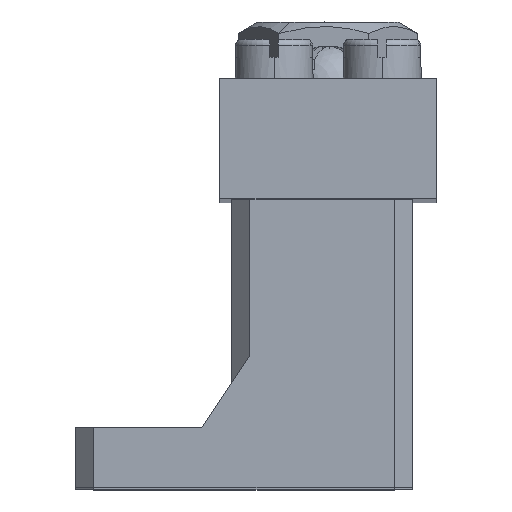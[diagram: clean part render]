
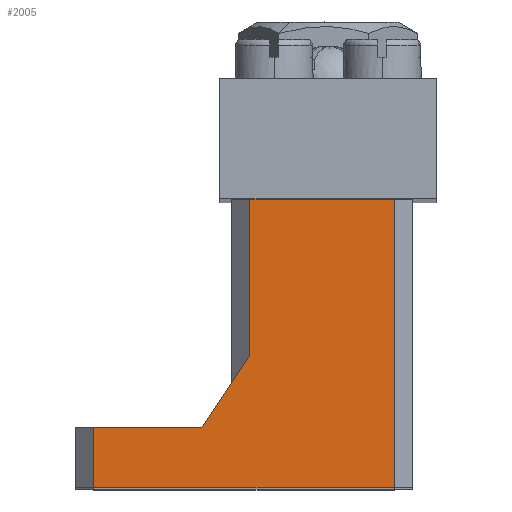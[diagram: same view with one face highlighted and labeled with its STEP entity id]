
A CAD part, top view. The second image highlights one B-rep face of the part: STEP entity #2005.
In plain terms, the highlighted face is planar.
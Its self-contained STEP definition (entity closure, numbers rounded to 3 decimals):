
#284 = VERTEX_POINT ( 'NONE', #1681 ) ;
#539 = ORIENTED_EDGE ( 'NONE', *, *, #10479, .T. ) ;
#1078 = LINE ( 'NONE', #1855, #8049 ) ;
#1529 = DIRECTION ( 'NONE',  ( 1., 0., 0. ) ) ;
#1681 = CARTESIAN_POINT ( 'NONE',  ( -6.5, -24., -1.5 ) ) ;
#1693 = DIRECTION ( 'NONE',  ( 0., 0., -1. ) ) ;
#1855 = CARTESIAN_POINT ( 'NONE',  ( -6.5, 0., -1.5 ) ) ;
#2005 = ADVANCED_FACE ( 'NONE', ( #5600 ), #3973, .F. ) ;
#2102 = CARTESIAN_POINT ( 'NONE',  ( -6.5, 0., -13.5 ) ) ;
#2389 = DIRECTION ( 'NONE',  ( 0., 0., -1. ) ) ;
#2507 = AXIS2_PLACEMENT_3D ( 'NONE', #7442, #1529, #1693 ) ;
#2522 = LINE ( 'NONE', #8199, #5829 ) ;
#2704 = DIRECTION ( 'NONE',  ( 0., 0., 1. ) ) ;
#2757 = CARTESIAN_POINT ( 'NONE',  ( -6.5, -19., -17.5 ) ) ;
#2966 = CARTESIAN_POINT ( 'NONE',  ( -6.5, 0., -13.5 ) ) ;
#3190 = EDGE_CURVE ( 'NONE', #284, #9262, #1078, .T. ) ;
#3792 = EDGE_CURVE ( 'NONE', #8163, #9262, #6805, .T. ) ;
#3973 = PLANE ( 'NONE',  #2507 ) ;
#4326 = ORIENTED_EDGE ( 'NONE', *, *, #9475, .F. ) ;
#4373 = ORIENTED_EDGE ( 'NONE', *, *, #4572, .F. ) ;
#4410 = EDGE_CURVE ( 'NONE', #8163, #8597, #9533, .T. ) ;
#4572 = EDGE_CURVE ( 'NONE', #10441, #5030, #2522, .T. ) ;
#4850 = DIRECTION ( 'NONE',  ( 0., 0., 1. ) ) ;
#5030 = VERTEX_POINT ( 'NONE', #2757 ) ;
#5101 = CARTESIAN_POINT ( 'NONE',  ( -6.5, 0., -26.5 ) ) ;
#5415 = DIRECTION ( 'NONE',  ( 0., -1., 0. ) ) ;
#5427 = ORIENTED_EDGE ( 'NONE', *, *, #7396, .F. ) ;
#5456 = DIRECTION ( 'NONE',  ( 0., 0.832, 0.555 ) ) ;
#5600 = FACE_OUTER_BOUND ( 'NONE', #10484, .T. ) ;
#5829 = VECTOR ( 'NONE', #4850, 1000. ) ;
#5994 = VECTOR ( 'NONE', #5415, 1000. ) ;
#6282 = VECTOR ( 'NONE', #9375, 1000. ) ;
#6512 = CARTESIAN_POINT ( 'NONE',  ( -6.5, 0., -1.5 ) ) ;
#6560 = LINE ( 'NONE', #9826, #9283 ) ;
#6581 = ORIENTED_EDGE ( 'NONE', *, *, #3190, .T. ) ;
#6805 = LINE ( 'NONE', #10135, #10323 ) ;
#7189 = LINE ( 'NONE', #9685, #9052 ) ;
#7396 = EDGE_CURVE ( 'NONE', #284, #7946, #6560, .T. ) ;
#7442 = CARTESIAN_POINT ( 'NONE',  ( -6.5, 0., 0. ) ) ;
#7595 = CARTESIAN_POINT ( 'NONE',  ( -6.5, -19., -26.5 ) ) ;
#7746 = LINE ( 'NONE', #5101, #6282 ) ;
#7946 = VERTEX_POINT ( 'NONE', #8297 ) ;
#8049 = VECTOR ( 'NONE', #9334, 1000. ) ;
#8163 = VERTEX_POINT ( 'NONE', #2966 ) ;
#8199 = CARTESIAN_POINT ( 'NONE',  ( -6.5, -19., -28. ) ) ;
#8297 = CARTESIAN_POINT ( 'NONE',  ( -6.5, -24., -26.5 ) ) ;
#8597 = VERTEX_POINT ( 'NONE', #10121 ) ;
#9052 = VECTOR ( 'NONE', #5456, 1000. ) ;
#9262 = VERTEX_POINT ( 'NONE', #6512 ) ;
#9283 = VECTOR ( 'NONE', #2389, 1000. ) ;
#9334 = DIRECTION ( 'NONE',  ( 0., 1., 0. ) ) ;
#9375 = DIRECTION ( 'NONE',  ( 0., -1., 0. ) ) ;
#9475 = EDGE_CURVE ( 'NONE', #5030, #8597, #7189, .T. ) ;
#9533 = LINE ( 'NONE', #2102, #5994 ) ;
#9685 = CARTESIAN_POINT ( 'NONE',  ( -6.5, -13., -13.5 ) ) ;
#9826 = CARTESIAN_POINT ( 'NONE',  ( -6.5, -24., 0. ) ) ;
#9854 = ORIENTED_EDGE ( 'NONE', *, *, #3792, .F. ) ;
#9857 = ORIENTED_EDGE ( 'NONE', *, *, #4410, .T. ) ;
#10121 = CARTESIAN_POINT ( 'NONE',  ( -6.5, -13., -13.5 ) ) ;
#10135 = CARTESIAN_POINT ( 'NONE',  ( -6.5, 0., -15. ) ) ;
#10323 = VECTOR ( 'NONE', #2704, 1000. ) ;
#10441 = VERTEX_POINT ( 'NONE', #7595 ) ;
#10479 = EDGE_CURVE ( 'NONE', #10441, #7946, #7746, .T. ) ;
#10484 = EDGE_LOOP ( 'NONE', ( #4326, #4373, #539, #5427, #6581, #9854, #9857 ) ) ;
